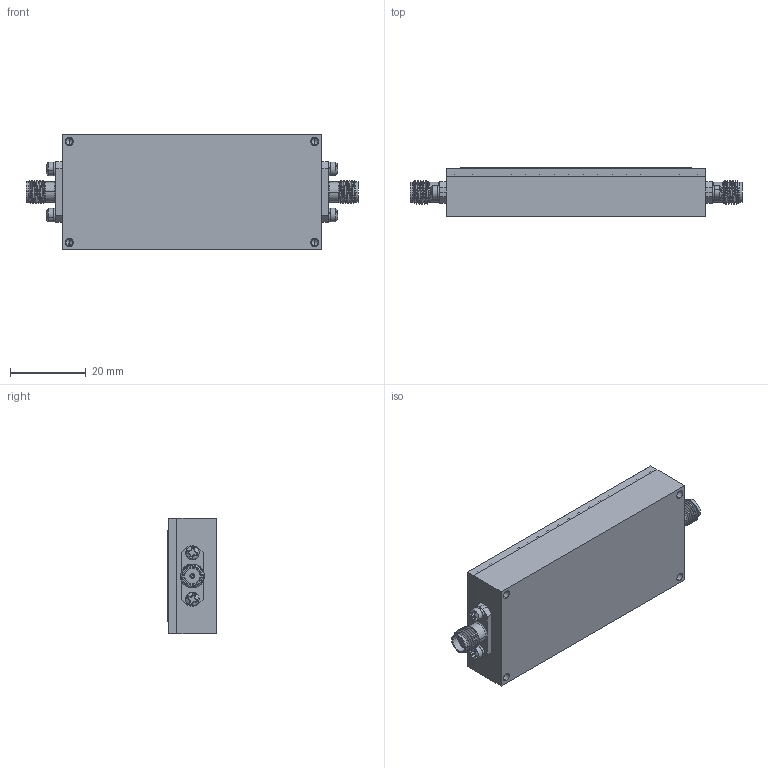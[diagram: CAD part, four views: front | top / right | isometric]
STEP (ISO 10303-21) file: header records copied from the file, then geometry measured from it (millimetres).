
FILE_DESCRIPTION (( 'STEP AP214' ), '1' );
FILE_NAME ('8CL1800-100-CD-SFF.STEP', '2023-10-24T19:41:22', ( '' ), ( '' ), 'SwSTEP 2.0', 'SolidWorks 2023', '' );
FILE_SCHEMA (( 'AUTOMOTIVE_DESIGN' ));
Length unit declared in the file: inch
Products named in the file (9): 27246480 LABEL (REV A1); PL080-P1-8FI 0-80 Phillips Fillister Screw 0.125 Inch MDH_91737A047; PL080-P1_4F EMP_91771A052; PL256-SWSP (DD) Split Washer Small Pattern; PF80-005 SMA(F) 0.162 Teflon, 50 Mil Pin, 2 Hole Flange (0.625) SA_0.165 teflon; 26246483 Cover; 26146481 Housing_OUTLINE; 8CL1800-100-CD-SFF; PL256-P3-16FI 2-56 Phillips Fillister Screw  0.1875 MDH_91737A047
Assembly tree (54 placements, depth 2):
  8CL1800-100-CD-SFF
    26146481 Housing_OUTLINE
    27246480 LABEL (REV A1)
    PL080-P1-8FI 0-80 Phillips Fillister Screw 0.125 Inch MDH_91737A047  x33
    PF80-005 SMA(F) 0.162 Teflon, 50 Mil Pin, 2 Hole Flange (0.625) SA_0.165 teflon  x2
    PL256-P3-16FI 2-56 Phillips Fillister Screw  0.1875 MDH_91737A047  x4
    PL256-SWSP (DD) Split Washer Small Pattern  x4
    PL080-P1_4F EMP_91771A052  x8
    26246483 Cover
Bounding box: 87.63 x 12.88 x 30.48 mm (x, y, z)
Volume: 13023.1 mm3; surface area: 21541.6 mm2
Topology: 91 solids, 91 shells, 2246 faces, 6419 edges, 4467 vertices
Faces by surface type: plane 1149, cylinder 576, cone 431, sphere 74, bspline 12, torus 4
Entity records: 37248 total; most frequent: CARTESIAN_POINT 11163, ORIENTED_EDGE 5330, DIRECTION 4815, EDGE_CURVE 2665, VERTEX_POINT 2060, AXIS2_PLACEMENT_3D 1759, LINE 1297, VECTOR 1297
